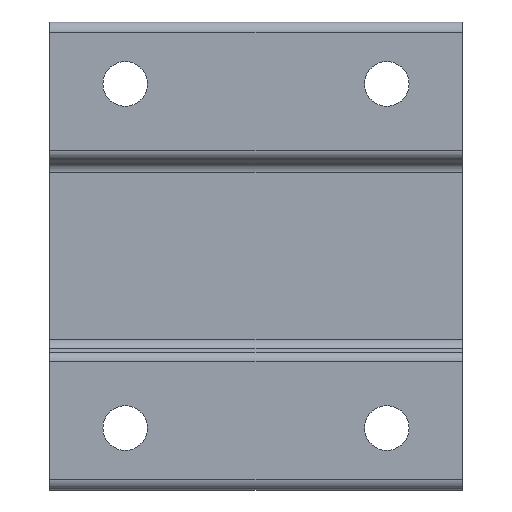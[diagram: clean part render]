
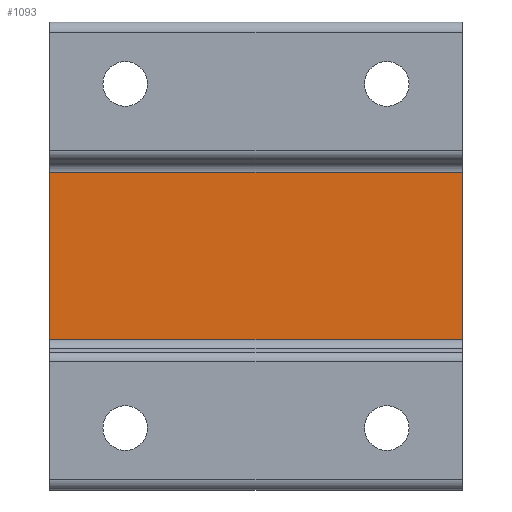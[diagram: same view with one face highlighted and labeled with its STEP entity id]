
A CAD part, front view. The second image highlights one B-rep face of the part: STEP entity #1093.
In plain terms, the highlighted planar face has unit normal (0, -1, 0).
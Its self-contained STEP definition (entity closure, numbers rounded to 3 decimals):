
#67=PLANE('',#1239);
#95=FACE_OUTER_BOUND('',#155,.T.);
#155=EDGE_LOOP('',(#787,#788,#789,#790));
#229=LINE('',#1752,#308);
#243=LINE('',#1812,#322);
#245=LINE('',#1816,#324);
#246=LINE('',#1817,#325);
#308=VECTOR('',#1384,10.);
#322=VECTOR('',#1432,10.);
#324=VECTOR('',#1436,10.);
#325=VECTOR('',#1437,10.);
#474=VERTEX_POINT('',#1749);
#475=VERTEX_POINT('',#1751);
#504=VERTEX_POINT('',#1810);
#505=VERTEX_POINT('',#1815);
#590=EDGE_CURVE('',#474,#475,#229,.T.);
#620=EDGE_CURVE('',#504,#474,#243,.T.);
#622=EDGE_CURVE('',#505,#504,#245,.T.);
#623=EDGE_CURVE('',#475,#505,#246,.T.);
#787=ORIENTED_EDGE('',*,*,#620,.F.);
#788=ORIENTED_EDGE('',*,*,#622,.F.);
#789=ORIENTED_EDGE('',*,*,#623,.F.);
#790=ORIENTED_EDGE('',*,*,#590,.F.);
#1093=ADVANCED_FACE('',(#95),#67,.F.);
#1239=AXIS2_PLACEMENT_3D('',#1814,#1434,#1435);
#1384=DIRECTION('',(0.,0.,1.));
#1432=DIRECTION('',(-1.,0.,0.));
#1434=DIRECTION('center_axis',(0.,1.,0.));
#1435=DIRECTION('ref_axis',(0.,0.,-1.));
#1436=DIRECTION('',(0.,0.,-1.));
#1437=DIRECTION('',(1.,0.,0.));
#1749=CARTESIAN_POINT('',(-15.,1.3,-6.067));
#1751=CARTESIAN_POINT('',(-15.,1.3,6.067));
#1752=CARTESIAN_POINT('',(-15.,1.3,-5.25));
#1810=CARTESIAN_POINT('',(15.,1.3,-6.067));
#1812=CARTESIAN_POINT('',(15.,1.3,-6.067));
#1814=CARTESIAN_POINT('Origin',(15.,1.3,6.5));
#1815=CARTESIAN_POINT('',(15.,1.3,6.067));
#1816=CARTESIAN_POINT('',(15.,1.3,11.75));
#1817=CARTESIAN_POINT('',(15.,1.3,6.067));
